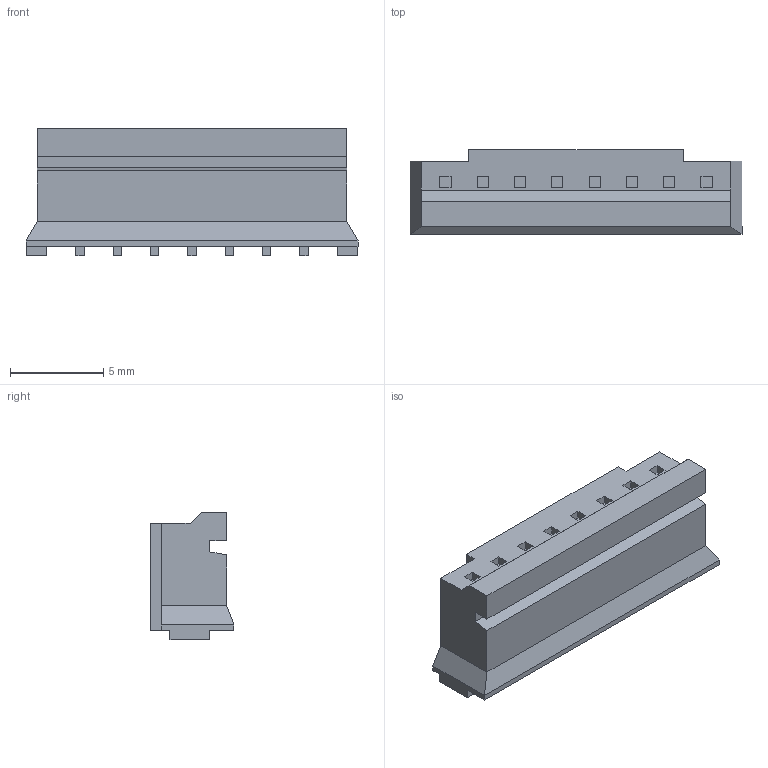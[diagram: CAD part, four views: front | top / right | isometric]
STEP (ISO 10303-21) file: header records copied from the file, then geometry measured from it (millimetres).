
FILE_DESCRIPTION (( 'STEP AP214' ), '1' );
FILE_NAME ('PHR-8.STEP', '2012-07-03T09:22:35', ( ' ' ), ( ' ' ), 'SwSTEP 2.0', 'SolidWorks 2005235', '' );
FILE_SCHEMA (( 'AUTOMOTIVE_DESIGN' ));
Length unit declared in the file: millimetre
Products named in the file (1): PHR-8
Bounding box: 17.8 x 4.5 x 6.85 mm (x, y, z)
Volume: 388.4 mm3; surface area: 471.8 mm2
Topology: 1 solids, 1 shells, 130 faces, 324 edges, 204 vertices
Faces by surface type: plane 130
Entity records: 3763 total; most frequent: CARTESIAN_POINT 659, ORIENTED_EDGE 648, DIRECTION 586, EDGE_CURVE 324, VECTOR 324, LINE 324, VERTEX_POINT 204, EDGE_LOOP 138
